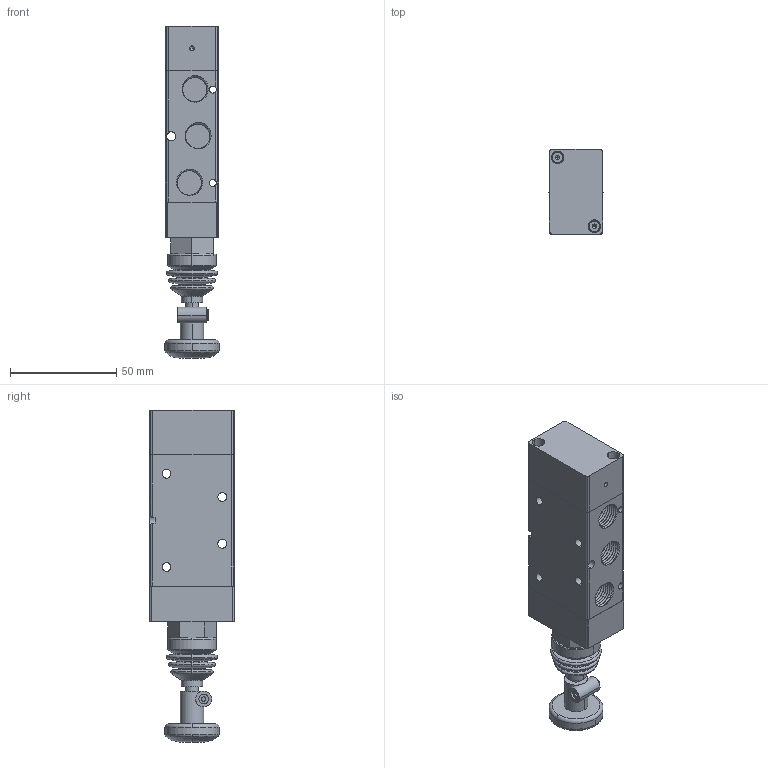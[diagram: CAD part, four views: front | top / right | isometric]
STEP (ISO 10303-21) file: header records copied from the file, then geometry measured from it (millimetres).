
FILE_DESCRIPTION((''),'2;1');
FILE_NAME('01_042_4.stp','2002-12-08T21:05:51',('Branislav Petkovic'),('AZ Pneumatica'),'AutoCAD STEP 2000i','AutoCAD 2000i','Via J. F. Kennedy, 26, 20020 Misinto (MI), ITALY');
FILE_SCHEMA(('CONFIG_CONTROL_DESIGN'));
Length unit declared in the file: millimetre
Products named in the file (10): 01_042_4; 522 TELO; PART1; X22 PNEUMATIKA; PART2; ~~PART1; GUMA RAVNA; ~~~PART1; 521 LL90; PART1A
Assembly tree (7 placements, depth 3):
  01_042_4
    522 TELO
      PART1
    X22 PNEUMATIKA
      PART2
    ~~PART1
    GUMA RAVNA
      ~~~PART1
  521 LL90
  PART1A
Bounding box: 25.5 x 40 x 156.5 mm (x, y, z)
Surface area: 32464.2 mm2 (no closed solid volume)
Topology: 0 solids, 4 shells, 520 faces, 1423 edges, 932 vertices
Faces by surface type: cylinder 309, plane 113, cone 42, bspline 36, torus 20
Entity records: 34457 total; most frequent: CARTESIAN_POINT 21744, ORIENTED_EDGE 2842, DIRECTION 2318, EDGE_CURVE 1421, VERTEX_POINT 932, AXIS2_PLACEMENT_3D 907, EDGE_LOOP 567, FACE_OUTER_BOUND 520
